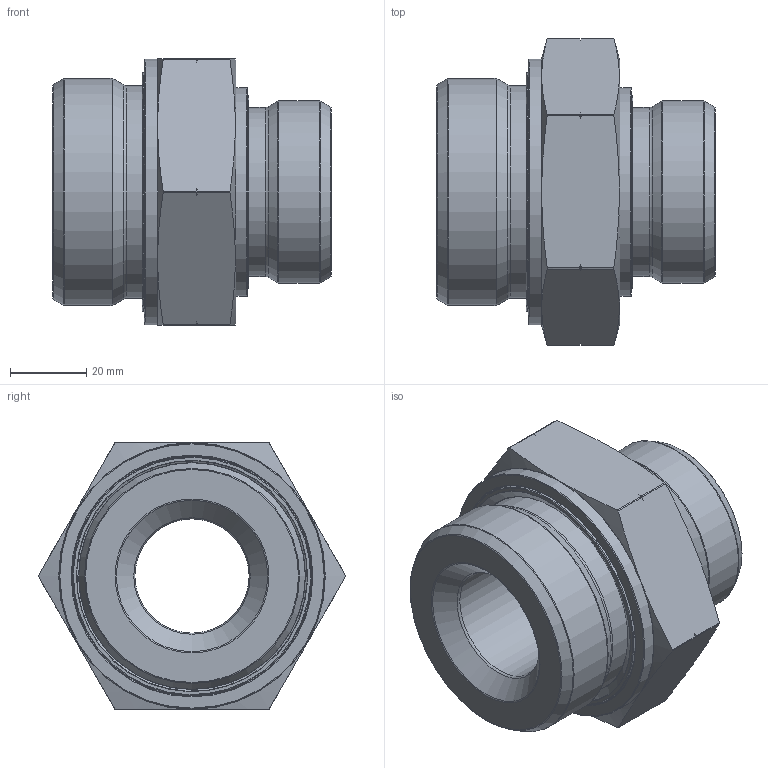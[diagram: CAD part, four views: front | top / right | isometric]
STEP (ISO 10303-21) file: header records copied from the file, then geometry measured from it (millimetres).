
FILE_DESCRIPTION(/* description */ (''),/* implementation_level */ '2;1');
FILE_NAME(/* name */ 'DU50-38.stp',/* time_stamp */ '2025-01-08T12:30:56+01:00',/* author */ (''),/* organization */ (''),/* preprocessor_version */ 'ST-DEVELOPER v16',/* originating_system */ 'SIEMENS PLM Software NX 10.0',/* authorisation */ '');
FILE_SCHEMA (('CONFIG_CONTROL_DESIGN'));
Length unit declared in the file: millimetre
Products named in the file (3): X-UR-50; X-UR-38; X-DU2-112
Assembly tree (2 placements, depth 2):
  X-DU2-112
    X-UR-38
    X-UR-50
Bounding box: 73 x 80.72 x 70 mm (x, y, z)
Volume: 155818.3 mm3; surface area: 32068 mm2
Topology: 3 solids, 3 shells, 93 faces, 218 edges, 137 vertices
Faces by surface type: cone 27, cylinder 25, torus 23, plane 18
Full cylindrical faces by diameter (mm): 30 x1, 44.4 x1, 44.7 x1, 47.8 x1, 50.7 x1, 51.045 x1, 54.8 x1, 55.9 x1, 56.1 x1, 59.61 x1, 62.7 x1, 63.045 x1, 69.8 x1
Entity records: 2888 total; most frequent: CARTESIAN_POINT 798, DIRECTION 352, ORIENTED_EDGE 316, AXIS2_PLACEMENT_3D 164, EDGE_CURVE 158, EDGE_LOOP 150, VERTEX_POINT 122, FACE_BOUND 114
